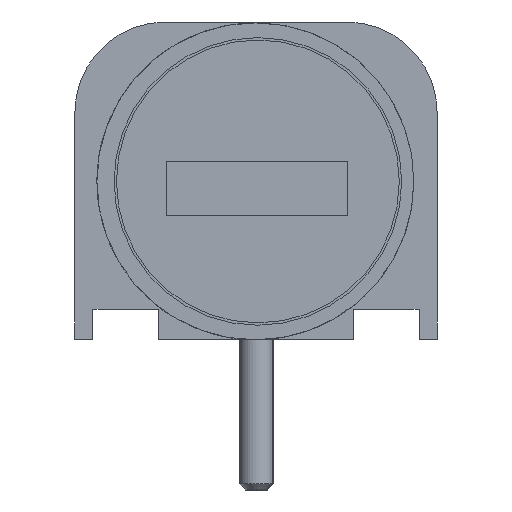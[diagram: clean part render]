
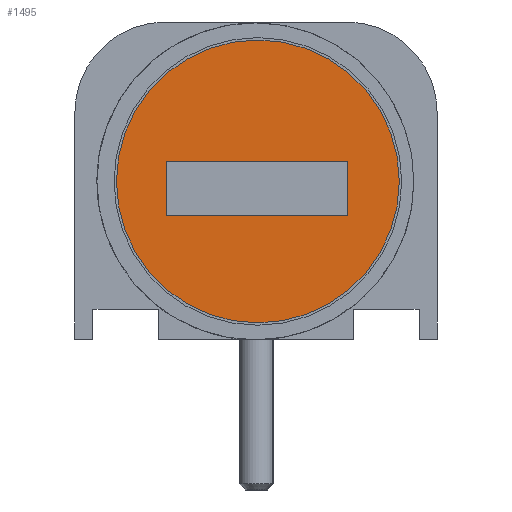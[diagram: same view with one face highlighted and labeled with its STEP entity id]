
A CAD part, front view. The second image highlights one B-rep face of the part: STEP entity #1495.
In plain terms, the highlighted planar face has unit normal (0, -1, 0).
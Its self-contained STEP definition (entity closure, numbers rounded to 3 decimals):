
#1429 = CYLINDRICAL_SURFACE('',#1430,4.684);
#1430 = AXIS2_PLACEMENT_3D('',#1431,#1432,#1433);
#1431 = CARTESIAN_POINT('',(6.061,-31.25,5.219));
#1432 = DIRECTION('',(0.,-1.,0.));
#1433 = DIRECTION('',(1.,0.,0.));
#1444 = EDGE_CURVE('',#1445,#1445,#1447,.T.);
#1445 = VERTEX_POINT('',#1446);
#1446 = CARTESIAN_POINT('',(10.745,-31.25,5.219));
#1447 = SURFACE_CURVE('',#1448,(#1453,#1460),.PCURVE_S1.);
#1448 = CIRCLE('',#1449,4.684);
#1449 = AXIS2_PLACEMENT_3D('',#1450,#1451,#1452);
#1450 = CARTESIAN_POINT('',(6.061,-31.25,5.219));
#1451 = DIRECTION('',(0.,-1.,0.));
#1452 = DIRECTION('',(1.,0.,0.));
#1453 = PCURVE('',#1429,#1454);
#1454 = DEFINITIONAL_REPRESENTATION('',(#1455),#1459);
#1455 = LINE('',#1456,#1457);
#1456 = CARTESIAN_POINT('',(0.,0.));
#1457 = VECTOR('',#1458,1.);
#1458 = DIRECTION('',(1.,0.));
#1459 = ( GEOMETRIC_REPRESENTATION_CONTEXT(2) 
PARAMETRIC_REPRESENTATION_CONTEXT() REPRESENTATION_CONTEXT('2D SPACE',''
  ) );
#1460 = PCURVE('',#1461,#1466);
#1461 = PLANE('',#1462);
#1462 = AXIS2_PLACEMENT_3D('',#1463,#1464,#1465);
#1463 = CARTESIAN_POINT('',(5.979,-31.25,5.222));
#1464 = DIRECTION('',(0.,-1.,0.));
#1465 = DIRECTION('',(0.,0.,-1.));
#1466 = DEFINITIONAL_REPRESENTATION('',(#1467),#1471);
#1467 = CIRCLE('',#1468,4.684);
#1468 = AXIS2_PLACEMENT_2D('',#1469,#1470);
#1469 = CARTESIAN_POINT('',(0.003,0.082));
#1470 = DIRECTION('',(0.,1.));
#1471 = ( GEOMETRIC_REPRESENTATION_CONTEXT(2) 
PARAMETRIC_REPRESENTATION_CONTEXT() REPRESENTATION_CONTEXT('2D SPACE',''
  ) );
#1495 = ADVANCED_FACE('',(#1496,#1499),#1461,.T.);
#1496 = FACE_BOUND('',#1497,.T.);
#1497 = EDGE_LOOP('',(#1498));
#1498 = ORIENTED_EDGE('',*,*,#1444,.T.);
#1499 = FACE_BOUND('',#1500,.T.);
#1500 = EDGE_LOOP('',(#1501,#1531,#1559,#1587));
#1501 = ORIENTED_EDGE('',*,*,#1502,.T.);
#1502 = EDGE_CURVE('',#1503,#1505,#1507,.T.);
#1503 = VERTEX_POINT('',#1504);
#1504 = CARTESIAN_POINT('',(3.021,-31.25,4.088));
#1505 = VERTEX_POINT('',#1506);
#1506 = CARTESIAN_POINT('',(3.021,-31.25,5.888));
#1507 = SURFACE_CURVE('',#1508,(#1512,#1519),.PCURVE_S1.);
#1508 = LINE('',#1509,#1510);
#1509 = CARTESIAN_POINT('',(3.021,-31.25,4.088));
#1510 = VECTOR('',#1511,1.);
#1511 = DIRECTION('',(0.,0.,1.));
#1512 = PCURVE('',#1461,#1513);
#1513 = DEFINITIONAL_REPRESENTATION('',(#1514),#1518);
#1514 = LINE('',#1515,#1516);
#1515 = CARTESIAN_POINT('',(1.135,-2.958));
#1516 = VECTOR('',#1517,1.);
#1517 = DIRECTION('',(-1.,0.));
#1518 = ( GEOMETRIC_REPRESENTATION_CONTEXT(2) 
PARAMETRIC_REPRESENTATION_CONTEXT() REPRESENTATION_CONTEXT('2D SPACE',''
  ) );
#1519 = PCURVE('',#1520,#1525);
#1520 = PLANE('',#1521);
#1521 = AXIS2_PLACEMENT_3D('',#1522,#1523,#1524);
#1522 = CARTESIAN_POINT('',(3.021,-31.25,4.088));
#1523 = DIRECTION('',(1.,0.,0.));
#1524 = DIRECTION('',(0.,0.,1.));
#1525 = DEFINITIONAL_REPRESENTATION('',(#1526),#1530);
#1526 = LINE('',#1527,#1528);
#1527 = CARTESIAN_POINT('',(0.,0.));
#1528 = VECTOR('',#1529,1.);
#1529 = DIRECTION('',(1.,0.));
#1530 = ( GEOMETRIC_REPRESENTATION_CONTEXT(2) 
PARAMETRIC_REPRESENTATION_CONTEXT() REPRESENTATION_CONTEXT('2D SPACE',''
  ) );
#1531 = ORIENTED_EDGE('',*,*,#1532,.T.);
#1532 = EDGE_CURVE('',#1505,#1533,#1535,.T.);
#1533 = VERTEX_POINT('',#1534);
#1534 = CARTESIAN_POINT('',(9.021,-31.25,5.888));
#1535 = SURFACE_CURVE('',#1536,(#1540,#1547),.PCURVE_S1.);
#1536 = LINE('',#1537,#1538);
#1537 = CARTESIAN_POINT('',(3.021,-31.25,5.888));
#1538 = VECTOR('',#1539,1.);
#1539 = DIRECTION('',(1.,0.,0.));
#1540 = PCURVE('',#1461,#1541);
#1541 = DEFINITIONAL_REPRESENTATION('',(#1542),#1546);
#1542 = LINE('',#1543,#1544);
#1543 = CARTESIAN_POINT('',(-0.665,-2.958));
#1544 = VECTOR('',#1545,1.);
#1545 = DIRECTION('',(0.,1.));
#1546 = ( GEOMETRIC_REPRESENTATION_CONTEXT(2) 
PARAMETRIC_REPRESENTATION_CONTEXT() REPRESENTATION_CONTEXT('2D SPACE',''
  ) );
#1547 = PCURVE('',#1548,#1553);
#1548 = PLANE('',#1549);
#1549 = AXIS2_PLACEMENT_3D('',#1550,#1551,#1552);
#1550 = CARTESIAN_POINT('',(3.021,-31.25,5.888));
#1551 = DIRECTION('',(0.,0.,-1.));
#1552 = DIRECTION('',(1.,0.,0.));
#1553 = DEFINITIONAL_REPRESENTATION('',(#1554),#1558);
#1554 = LINE('',#1555,#1556);
#1555 = CARTESIAN_POINT('',(0.,0.));
#1556 = VECTOR('',#1557,1.);
#1557 = DIRECTION('',(1.,0.));
#1558 = ( GEOMETRIC_REPRESENTATION_CONTEXT(2) 
PARAMETRIC_REPRESENTATION_CONTEXT() REPRESENTATION_CONTEXT('2D SPACE',''
  ) );
#1559 = ORIENTED_EDGE('',*,*,#1560,.T.);
#1560 = EDGE_CURVE('',#1533,#1561,#1563,.T.);
#1561 = VERTEX_POINT('',#1562);
#1562 = CARTESIAN_POINT('',(9.021,-31.25,4.088));
#1563 = SURFACE_CURVE('',#1564,(#1568,#1575),.PCURVE_S1.);
#1564 = LINE('',#1565,#1566);
#1565 = CARTESIAN_POINT('',(9.021,-31.25,5.888));
#1566 = VECTOR('',#1567,1.);
#1567 = DIRECTION('',(0.,0.,-1.));
#1568 = PCURVE('',#1461,#1569);
#1569 = DEFINITIONAL_REPRESENTATION('',(#1570),#1574);
#1570 = LINE('',#1571,#1572);
#1571 = CARTESIAN_POINT('',(-0.665,3.042));
#1572 = VECTOR('',#1573,1.);
#1573 = DIRECTION('',(1.,0.));
#1574 = ( GEOMETRIC_REPRESENTATION_CONTEXT(2) 
PARAMETRIC_REPRESENTATION_CONTEXT() REPRESENTATION_CONTEXT('2D SPACE',''
  ) );
#1575 = PCURVE('',#1576,#1581);
#1576 = PLANE('',#1577);
#1577 = AXIS2_PLACEMENT_3D('',#1578,#1579,#1580);
#1578 = CARTESIAN_POINT('',(9.021,-31.25,5.888));
#1579 = DIRECTION('',(-1.,0.,0.));
#1580 = DIRECTION('',(0.,0.,-1.));
#1581 = DEFINITIONAL_REPRESENTATION('',(#1582),#1586);
#1582 = LINE('',#1583,#1584);
#1583 = CARTESIAN_POINT('',(0.,0.));
#1584 = VECTOR('',#1585,1.);
#1585 = DIRECTION('',(1.,0.));
#1586 = ( GEOMETRIC_REPRESENTATION_CONTEXT(2) 
PARAMETRIC_REPRESENTATION_CONTEXT() REPRESENTATION_CONTEXT('2D SPACE',''
  ) );
#1587 = ORIENTED_EDGE('',*,*,#1588,.T.);
#1588 = EDGE_CURVE('',#1561,#1503,#1589,.T.);
#1589 = SURFACE_CURVE('',#1590,(#1594,#1601),.PCURVE_S1.);
#1590 = LINE('',#1591,#1592);
#1591 = CARTESIAN_POINT('',(9.021,-31.25,4.088));
#1592 = VECTOR('',#1593,1.);
#1593 = DIRECTION('',(-1.,0.,0.));
#1594 = PCURVE('',#1461,#1595);
#1595 = DEFINITIONAL_REPRESENTATION('',(#1596),#1600);
#1596 = LINE('',#1597,#1598);
#1597 = CARTESIAN_POINT('',(1.135,3.042));
#1598 = VECTOR('',#1599,1.);
#1599 = DIRECTION('',(0.,-1.));
#1600 = ( GEOMETRIC_REPRESENTATION_CONTEXT(2) 
PARAMETRIC_REPRESENTATION_CONTEXT() REPRESENTATION_CONTEXT('2D SPACE',''
  ) );
#1601 = PCURVE('',#1602,#1607);
#1602 = PLANE('',#1603);
#1603 = AXIS2_PLACEMENT_3D('',#1604,#1605,#1606);
#1604 = CARTESIAN_POINT('',(9.021,-31.25,4.088));
#1605 = DIRECTION('',(0.,0.,1.));
#1606 = DIRECTION('',(-1.,0.,0.));
#1607 = DEFINITIONAL_REPRESENTATION('',(#1608),#1612);
#1608 = LINE('',#1609,#1610);
#1609 = CARTESIAN_POINT('',(0.,0.));
#1610 = VECTOR('',#1611,1.);
#1611 = DIRECTION('',(1.,0.));
#1612 = ( GEOMETRIC_REPRESENTATION_CONTEXT(2) 
PARAMETRIC_REPRESENTATION_CONTEXT() REPRESENTATION_CONTEXT('2D SPACE',''
  ) );
